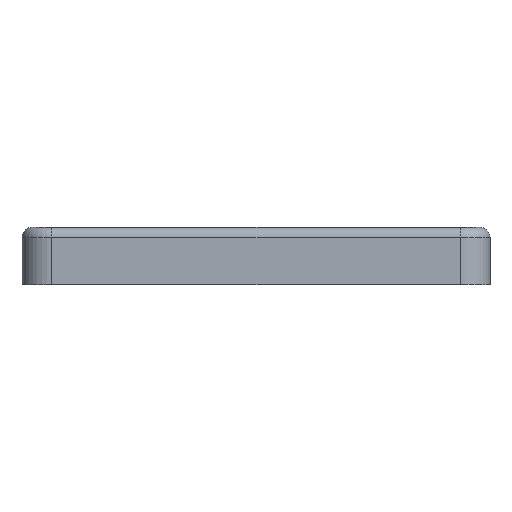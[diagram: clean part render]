
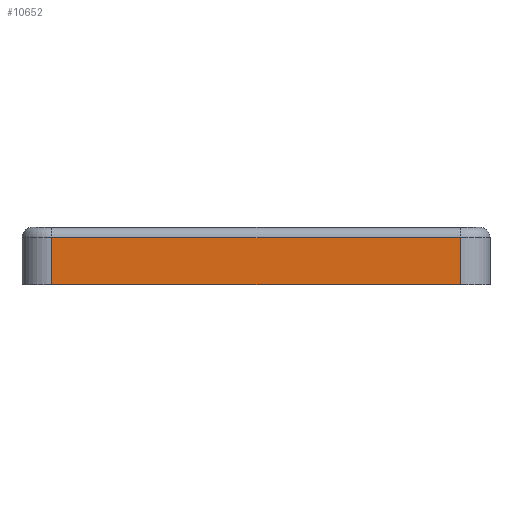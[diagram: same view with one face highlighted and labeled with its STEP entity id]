
A CAD part, left-side view. The second image highlights one B-rep face of the part: STEP entity #10652.
In plain terms, the highlighted planar face has unit normal (-1, 0, 0).
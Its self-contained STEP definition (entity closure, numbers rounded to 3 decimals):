
#1267=FACE_OUTER_BOUND('',#1829,.T.);
#1829=EDGE_LOOP('',(#9270,#9271,#9272,#9273));
#2941=LINE('',#19556,#4044);
#2948=LINE('',#19576,#4051);
#2949=LINE('',#19580,#4052);
#2950=LINE('',#19581,#4053);
#4044=VECTOR('',#12894,10.);
#4051=VECTOR('',#12915,10.);
#4052=VECTOR('',#12920,10.);
#4053=VECTOR('',#12921,10.);
#5085=VERTEX_POINT('',#19546);
#5087=VERTEX_POINT('',#19552);
#5094=VERTEX_POINT('',#19575);
#5095=VERTEX_POINT('',#19579);
#6632=EDGE_CURVE('',#5085,#5087,#2941,.T.);
#6642=EDGE_CURVE('',#5094,#5087,#2948,.T.);
#6644=EDGE_CURVE('',#5095,#5085,#2949,.T.);
#6645=EDGE_CURVE('',#5094,#5095,#2950,.T.);
#9270=ORIENTED_EDGE('',*,*,#6632,.F.);
#9271=ORIENTED_EDGE('',*,*,#6644,.F.);
#9272=ORIENTED_EDGE('',*,*,#6645,.F.);
#9273=ORIENTED_EDGE('',*,*,#6642,.T.);
#10099=PLANE('',#11058);
#10652=ADVANCED_FACE('',(#1267),#10099,.T.);
#11058=AXIS2_PLACEMENT_3D('',#19578,#12918,#12919);
#12894=DIRECTION('',(0.,-1.,0.));
#12915=DIRECTION('',(0.,0.,1.));
#12918=DIRECTION('center_axis',(-1.,0.,0.));
#12919=DIRECTION('ref_axis',(0.,1.,0.));
#12920=DIRECTION('',(0.,0.,1.));
#12921=DIRECTION('',(0.,1.,0.));
#19546=CARTESIAN_POINT('',(-28.2,17.647,11.638));
#19552=CARTESIAN_POINT('',(-28.2,-22.315,11.638));
#19556=CARTESIAN_POINT('',(-28.2,-12.325,11.638));
#19575=CARTESIAN_POINT('',(-28.2,-22.315,7.038));
#19576=CARTESIAN_POINT('',(-28.2,-22.315,11.638));
#19578=CARTESIAN_POINT('Origin',(-28.2,-22.315,11.638));
#19579=CARTESIAN_POINT('',(-28.2,17.647,7.038));
#19580=CARTESIAN_POINT('',(-28.2,17.647,11.638));
#19581=CARTESIAN_POINT('',(-28.2,17.647,7.038));
